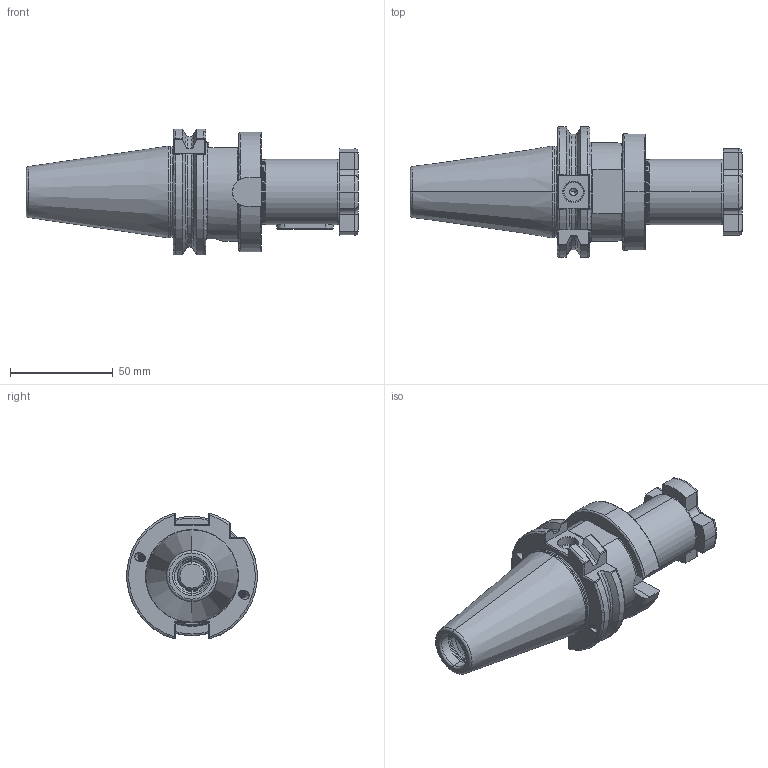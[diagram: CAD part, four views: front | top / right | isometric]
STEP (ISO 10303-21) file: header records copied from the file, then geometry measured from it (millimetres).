
FILE_DESCRIPTION (( 'STEP AP203' ), '1' );
FILE_NAME ('403.10.32.STEP', '2016-07-23T00:33:55', ( '' ), ( '' ), 'SwSTEP 2.0', 'SolidWorks 2012', '' );
FILE_SCHEMA (( 'CONFIG_CONTROL_DESIGN' ));
Length unit declared in the file: millimetre
Products named in the file (4): 403.10.32; 十字螺絲FMB32; SC32用鍵_8x7x28L
Assembly tree (3 placements, depth 2):
  403.10.32
    403.10.32
    SC32用鍵_8x7x28L
    十字螺絲FMB32
Bounding box: 161.4 x 63.33 x 61.24 mm (x, y, z)
Volume: 184239.9 mm3; surface area: 42584.7 mm2
Topology: 3 solids, 3 shells, 400 faces, 1065 edges, 667 vertices
Faces by surface type: cylinder 187, plane 83, torus 57, cone 43, bspline 30
Entity records: 26283 total; most frequent: CARTESIAN_POINT 17030, ORIENTED_EDGE 2110, DIRECTION 1604, EDGE_CURVE 1055, VERTEX_POINT 667, AXIS2_PLACEMENT_3D 620, EDGE_LOOP 414, ADVANCED_FACE 400
